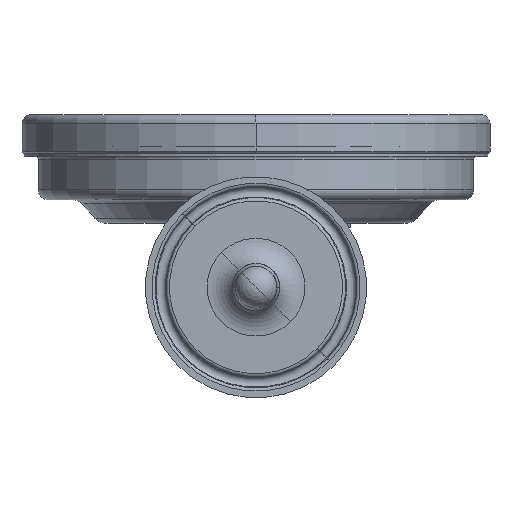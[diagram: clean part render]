
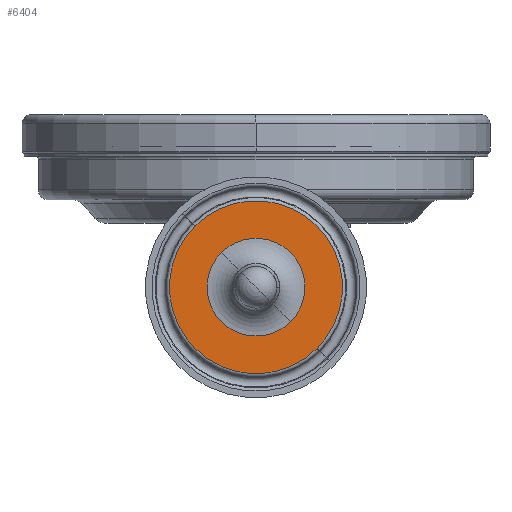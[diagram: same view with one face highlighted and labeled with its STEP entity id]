
A CAD part, front view. The second image highlights one B-rep face of the part: STEP entity #6404.
In plain terms, the highlighted planar face has unit normal (0, -1, 0).
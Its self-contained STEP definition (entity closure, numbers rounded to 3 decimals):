
#6039=CARTESIAN_POINT('',(0.,0.,0.));
#6040=DIRECTION('',(0.,-1.,0.));
#6041=DIRECTION('',(1.,0.,0.));
#6042=AXIS2_PLACEMENT_3D('',#6039,#6040,#6041);
#6044=CARTESIAN_POINT('',(0.,0.,0.));
#6045=DIRECTION('',(0.,-1.,0.));
#6046=DIRECTION('',(-1.,0.,0.));
#6047=AXIS2_PLACEMENT_3D('',#6044,#6045,#6046);
#6049=CARTESIAN_POINT('',(0.,0.,0.));
#6050=DIRECTION('',(0.,-1.,0.));
#6051=DIRECTION('',(-1.,0.,0.));
#6052=AXIS2_PLACEMENT_3D('',#6049,#6050,#6051);
#6054=CARTESIAN_POINT('',(0.,0.,0.));
#6055=DIRECTION('',(0.,-1.,0.));
#6056=DIRECTION('',(1.,0.,0.));
#6057=AXIS2_PLACEMENT_3D('',#6054,#6055,#6056);
#6329=CARTESIAN_POINT('',(-11.18,0.,0.));
#6330=CARTESIAN_POINT('',(11.18,0.,0.));
#6331=VERTEX_POINT('',#6329);
#6332=VERTEX_POINT('',#6330);
#6345=CARTESIAN_POINT('',(19.747,0.,0.));
#6346=CARTESIAN_POINT('',(-19.747,0.,0.));
#6347=VERTEX_POINT('',#6345);
#6348=VERTEX_POINT('',#6346);
#6387=CARTESIAN_POINT('',(0.,0.,0.));
#6388=DIRECTION('',(0.,-1.,0.));
#6389=DIRECTION('',(-1.,0.,0.));
#6390=AXIS2_PLACEMENT_3D('',#6387,#6388,#6389);
#6391=PLANE('',#6390);
#6393=ORIENTED_EDGE('',*,*,#6392,.F.);
#6395=ORIENTED_EDGE('',*,*,#6394,.F.);
#6396=EDGE_LOOP('',(#6393,#6395));
#6397=FACE_OUTER_BOUND('',#6396,.F.);
#6399=ORIENTED_EDGE('',*,*,#6398,.T.);
#6401=ORIENTED_EDGE('',*,*,#6400,.T.);
#6402=EDGE_LOOP('',(#6399,#6401));
#6403=FACE_BOUND('',#6402,.F.);
#6043=CIRCLE('',#6042,19.747);
#6048=CIRCLE('',#6047,19.747);
#6053=CIRCLE('',#6052,11.18);
#6058=CIRCLE('',#6057,11.18);
#6392=EDGE_CURVE('',#6347,#6348,#6043,.T.);
#6394=EDGE_CURVE('',#6348,#6347,#6048,.T.);
#6398=EDGE_CURVE('',#6331,#6332,#6053,.T.);
#6400=EDGE_CURVE('',#6332,#6331,#6058,.T.);
#6404=ADVANCED_FACE('',(#6397,#6403),#6391,.T.);
